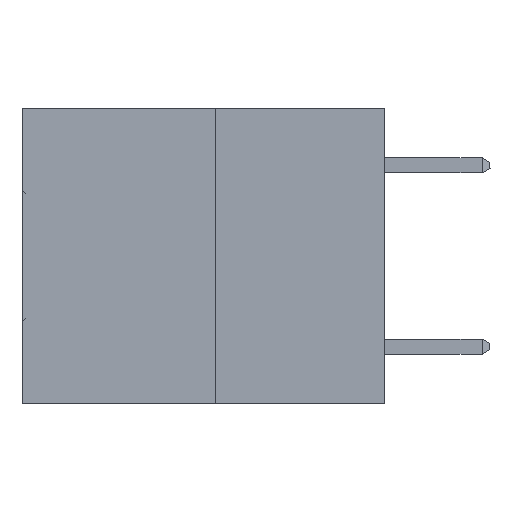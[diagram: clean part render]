
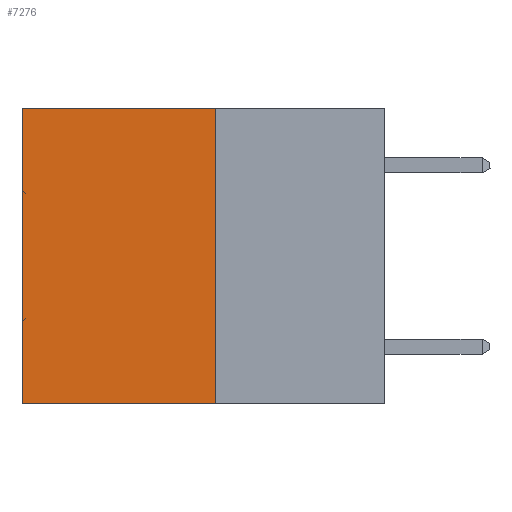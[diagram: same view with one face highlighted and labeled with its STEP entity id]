
A CAD part, left-side view. The second image highlights one B-rep face of the part: STEP entity #7276.
In plain terms, the highlighted planar face has unit normal (-1, 0, 0).
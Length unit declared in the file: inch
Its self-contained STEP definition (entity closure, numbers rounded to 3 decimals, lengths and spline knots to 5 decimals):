
#264 = AXIS2_PLACEMENT_3D ( 'NONE', #13931, #36297, #5408 ) ;
#292 = CARTESIAN_POINT ( 'NONE',  ( 0.3165, 0.6, -0.49 ) ) ;
#1175 = DIRECTION ( 'NONE',  ( 0., 0., -1. ) ) ;
#2582 = PLANE ( 'NONE',  #264 ) ;
#2781 = ORIENTED_EDGE ( 'NONE', *, *, #19201, .F. ) ;
#5408 = DIRECTION ( 'NONE',  ( 0., 0., -1. ) ) ;
#5730 = VERTEX_POINT ( 'NONE', #31368 ) ;
#7276 = ADVANCED_FACE ( 'NONE', ( #23766 ), #2582, .F. ) ;
#8180 = EDGE_LOOP ( 'NONE', ( #12516, #8333, #2781, #32170 ) ) ;
#8333 = ORIENTED_EDGE ( 'NONE', *, *, #9611, .F. ) ;
#8440 = DIRECTION ( 'NONE',  ( 0., 1., 0. ) ) ;
#9611 = EDGE_CURVE ( 'NONE', #5730, #22039, #12221, .T. ) ;
#11930 = DIRECTION ( 'NONE',  ( 0., 0., -1. ) ) ;
#12221 = LINE ( 'NONE', #30660, #13067 ) ;
#12516 = ORIENTED_EDGE ( 'NONE', *, *, #22567, .T. ) ;
#12884 = CARTESIAN_POINT ( 'NONE',  ( 0.3165, 0.6, -0.49 ) ) ;
#13067 = VECTOR ( 'NONE', #8440, 39.37008 ) ;
#13931 = CARTESIAN_POINT ( 'NONE',  ( 0.3165, 0.28, -0.49 ) ) ;
#13997 = LINE ( 'NONE', #34759, #28064 ) ;
#14382 = CARTESIAN_POINT ( 'NONE',  ( 0.3165, 0.28, 0. ) ) ;
#15036 = LINE ( 'NONE', #23117, #24254 ) ;
#16890 = LINE ( 'NONE', #12884, #24320 ) ;
#17263 = DIRECTION ( 'NONE',  ( 0., 1., 0. ) ) ;
#19201 = EDGE_CURVE ( 'NONE', #28715, #5730, #13997, .T. ) ;
#21381 = CARTESIAN_POINT ( 'NONE',  ( 0.3165, 0.6, 0. ) ) ;
#21768 = VERTEX_POINT ( 'NONE', #21381 ) ;
#22039 = VERTEX_POINT ( 'NONE', #292 ) ;
#22567 = EDGE_CURVE ( 'NONE', #21768, #22039, #16890, .T. ) ;
#23117 = CARTESIAN_POINT ( 'NONE',  ( 0.3165, 0.28, 0. ) ) ;
#23766 = FACE_OUTER_BOUND ( 'NONE', #8180, .T. ) ;
#24254 = VECTOR ( 'NONE', #17263, 39.37008 ) ;
#24320 = VECTOR ( 'NONE', #11930, 39.37008 ) ;
#28064 = VECTOR ( 'NONE', #1175, 39.37008 ) ;
#28715 = VERTEX_POINT ( 'NONE', #14382 ) ;
#30660 = CARTESIAN_POINT ( 'NONE',  ( 0.3165, 0.28, -0.49 ) ) ;
#31368 = CARTESIAN_POINT ( 'NONE',  ( 0.3165, 0.28, -0.49 ) ) ;
#32170 = ORIENTED_EDGE ( 'NONE', *, *, #32833, .T. ) ;
#32833 = EDGE_CURVE ( 'NONE', #28715, #21768, #15036, .T. ) ;
#34759 = CARTESIAN_POINT ( 'NONE',  ( 0.3165, 0.28, -0.49 ) ) ;
#36297 = DIRECTION ( 'NONE',  ( 1., 0., 0. ) ) ;
